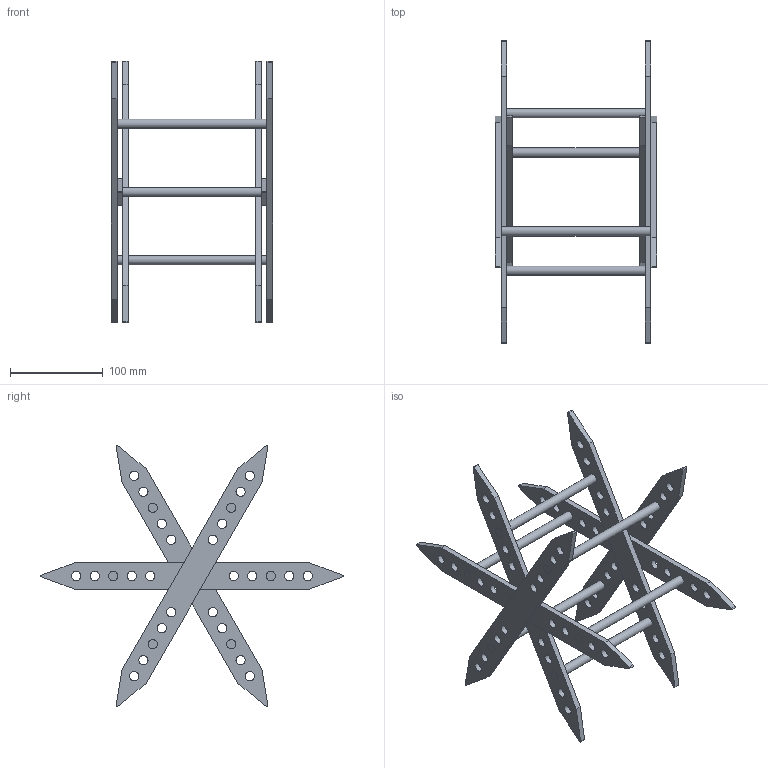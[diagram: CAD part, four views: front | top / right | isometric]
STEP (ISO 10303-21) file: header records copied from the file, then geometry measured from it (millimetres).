
FILE_DESCRIPTION(/* description */ (''),/* implementation_level */ '2;1');
FILE_NAME(/* name */ '3D-RTW-Crawling.step',/* time_stamp */ '2024-08-05T18:58:53+09:00',/* author */ (''),/* organization */ (''),/* preprocessor_version */ 'ST-DEVELOPER v20',/* originating_system */ 'Autodesk Translation Framework v13.14.0.145',/* authorisation */ '');
FILE_SCHEMA (('AUTOMOTIVE_DESIGN { 1 0 10303 214 3 1 1 }'));
Length unit declared in the file: millimetre
Products named in the file (6): RTW-C; leg v1; rod1 v1; rod2 v1; leg v1 (1); 零部件5
Assembly tree (12 placements, depth 2):
  RTW-C
    rod2 v1  x2
    leg v1
    leg v1 (1)  x5
    rod1 v1  x2
    零部件5  x2
Bounding box: 174 x 326.3 x 282.86 mm (x, y, z)
Volume: 361161.6 mm3; surface area: 161671 mm2
Topology: 12 solids, 12 shells, 138 faces, 342 edges, 228 vertices
Faces by surface type: cylinder 78, plane 60
Full cylindrical faces by diameter (mm): 10 x66
Entity records: 1762 total; most frequent: DIRECTION 305, CARTESIAN_POINT 262, ORIENTED_EDGE 234, AXIS2_PLACEMENT_3D 121, EDGE_CURVE 117, EDGE_LOOP 89, VERTEX_POINT 78, LINE 63
